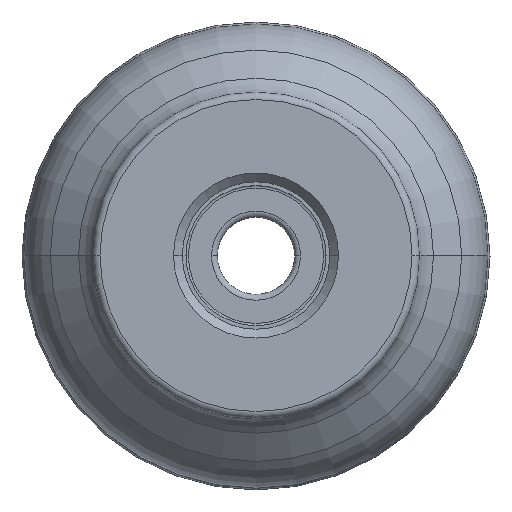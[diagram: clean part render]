
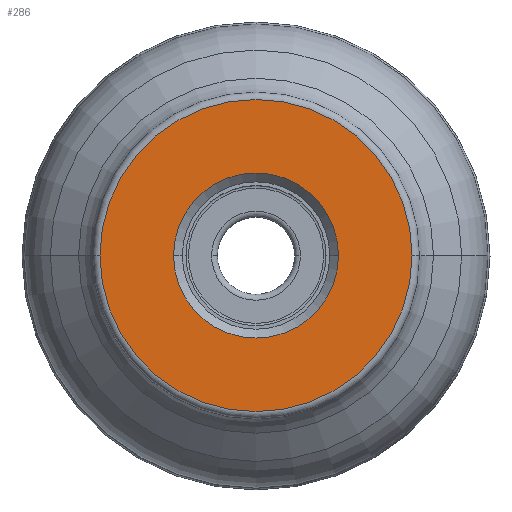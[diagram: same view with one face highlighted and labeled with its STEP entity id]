
A CAD part, top view. The second image highlights one B-rep face of the part: STEP entity #286.
In plain terms, the highlighted planar face has unit normal (0, 0, 1).
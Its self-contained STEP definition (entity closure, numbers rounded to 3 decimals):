
#63=PLANE('',#2593);
#71=FACE_BOUND('',#584,.T.);
#72=FACE_BOUND('',#585,.T.);
#286=ADVANCED_FACE('',(#71,#72),#63,.T.);
#584=EDGE_LOOP('',(#1033,#1034));
#585=EDGE_LOOP('',(#1035,#1036,#1037,#1038));
#1033=ORIENTED_EDGE('',*,*,#1653,.F.);
#1034=ORIENTED_EDGE('',*,*,#1657,.F.);
#1035=ORIENTED_EDGE('',*,*,#1658,.F.);
#1036=ORIENTED_EDGE('',*,*,#1659,.F.);
#1037=ORIENTED_EDGE('',*,*,#1660,.F.);
#1038=ORIENTED_EDGE('',*,*,#1661,.F.);
#1373=VERTEX_POINT('',#5474);
#1374=VERTEX_POINT('',#5476);
#1376=VERTEX_POINT('',#5485);
#1377=VERTEX_POINT('',#5486);
#1378=VERTEX_POINT('',#5488);
#1379=VERTEX_POINT('',#5490);
#1653=EDGE_CURVE('',#1373,#1374,#2033,.T.);
#1657=EDGE_CURVE('',#1374,#1373,#2037,.T.);
#1658=EDGE_CURVE('',#1376,#1377,#2038,.T.);
#1659=EDGE_CURVE('',#1378,#1376,#2039,.T.);
#1660=EDGE_CURVE('',#1379,#1378,#2040,.T.);
#1661=EDGE_CURVE('',#1377,#1379,#2041,.T.);
#2033=CIRCLE('',#2582,21.225);
#2037=CIRCLE('',#2587,21.225);
#2038=CIRCLE('',#2589,11.225);
#2039=CIRCLE('',#2590,11.225);
#2040=CIRCLE('',#2591,11.225);
#2041=CIRCLE('',#2592,11.225);
#2582=AXIS2_PLACEMENT_3D('',#5475,#3169,#3170);
#2587=AXIS2_PLACEMENT_3D('',#5482,#3179,#3180);
#2589=AXIS2_PLACEMENT_3D('',#5484,#3183,#3184);
#2590=AXIS2_PLACEMENT_3D('',#5487,#3185,#3186);
#2591=AXIS2_PLACEMENT_3D('',#5489,#3187,#3188);
#2592=AXIS2_PLACEMENT_3D('',#5491,#3189,#3190);
#2593=AXIS2_PLACEMENT_3D('',#5492,#3191,#3192);
#3169=DIRECTION('',(0.,0.,-1.));
#3170=DIRECTION('',(-1.,0.,0.));
#3179=DIRECTION('',(0.,0.,-1.));
#3180=DIRECTION('',(1.,0.,0.));
#3183=DIRECTION('',(0.,0.,1.));
#3184=DIRECTION('',(-1.,0.,0.));
#3185=DIRECTION('',(0.,0.,1.));
#3186=DIRECTION('',(0.,1.,0.));
#3187=DIRECTION('',(0.,0.,1.));
#3188=DIRECTION('',(1.,0.,0.));
#3189=DIRECTION('',(0.,0.,1.));
#3190=DIRECTION('',(0.,-1.,0.));
#3191=DIRECTION('',(0.,0.,1.));
#3192=DIRECTION('',(-1.,0.,0.));
#5474=CARTESIAN_POINT('',(-21.225,0.,0.));
#5475=CARTESIAN_POINT('',(0.,0.,0.));
#5476=CARTESIAN_POINT('',(21.225,0.,0.));
#5482=CARTESIAN_POINT('',(0.,0.,0.));
#5484=CARTESIAN_POINT('',(0.,0.,0.));
#5485=CARTESIAN_POINT('',(-11.225,0.,0.));
#5486=CARTESIAN_POINT('',(0.,-11.225,0.));
#5487=CARTESIAN_POINT('',(0.,0.,0.));
#5488=CARTESIAN_POINT('',(0.,11.225,0.));
#5489=CARTESIAN_POINT('',(0.,0.,0.));
#5490=CARTESIAN_POINT('',(11.225,0.,0.));
#5491=CARTESIAN_POINT('',(0.,0.,0.));
#5492=CARTESIAN_POINT('',(0.,0.,0.));
